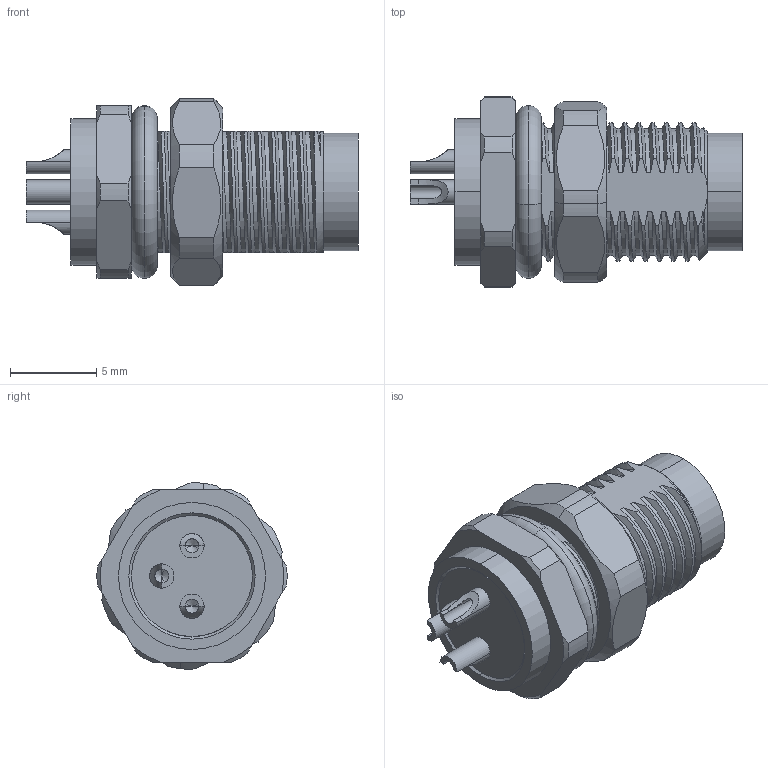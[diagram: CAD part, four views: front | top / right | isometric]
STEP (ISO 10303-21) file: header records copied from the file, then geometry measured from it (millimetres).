
FILE_DESCRIPTION (( 'STEP AP203' ), '1' );
FILE_NAME ('54-00290_A.STEP', '2022-05-10T18:09:37', ( '' ), ( '' ), 'SwSTEP 2.0', 'SolidWorks 2021', '' );
FILE_SCHEMA (( 'CONFIG_CONTROL_DESIGN' ));
Length unit declared in the file: millimetre
Products named in the file (6): 54-00290-04___; 54-00290-05___; 54-00290_A; 54-00290-02; 54-00290-01___; 54-00290-03___
Assembly tree (7 placements, depth 2):
  54-00290_A
    54-00290-01___
    54-00290-02
    54-00290-03___  x3
    54-00290-04___
    54-00290-05___
Bounding box: 19.2 x 10.99 x 10.8 mm (x, y, z)
Volume: 878.6 mm3; surface area: 2161.5 mm2
Topology: 7 solids, 7 shells, 326 faces, 826 edges, 526 vertices
Faces by surface type: cylinder 144, bspline 56, plane 52, cone 46, torus 22, sphere 6
Entity records: 33130 total; most frequent: CARTESIAN_POINT 26812, ORIENTED_EDGE 1360, DIRECTION 984, EDGE_CURVE 680, VERTEX_POINT 442, AXIS2_PLACEMENT_3D 381, EDGE_LOOP 280, FACE_OUTER_BOUND 258
